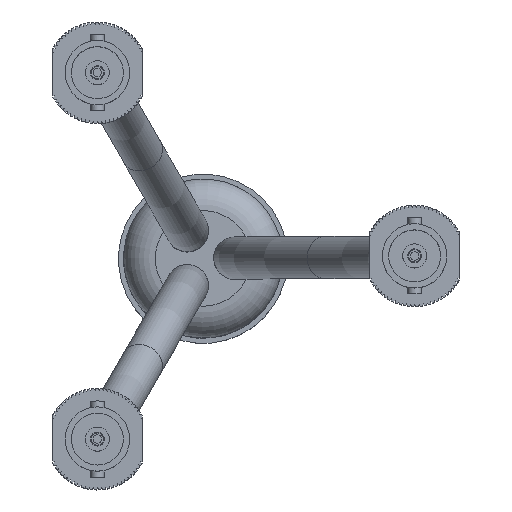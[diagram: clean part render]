
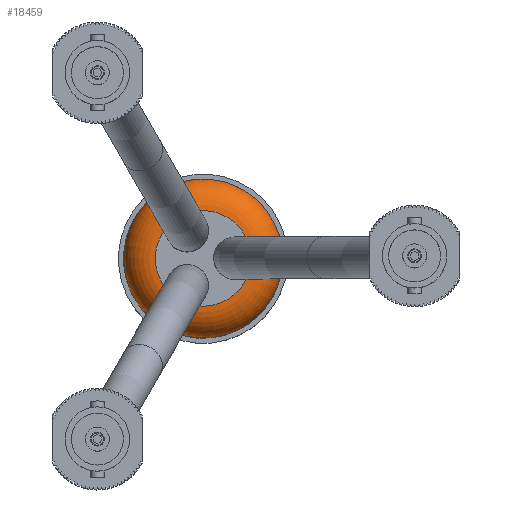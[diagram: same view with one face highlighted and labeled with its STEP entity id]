
A CAD part, top view. The second image highlights one B-rep face of the part: STEP entity #18459.
In plain terms, the highlighted toroidal (fillet/blend) face has major radius 7.176 mm and minor radius 4.763 mm.
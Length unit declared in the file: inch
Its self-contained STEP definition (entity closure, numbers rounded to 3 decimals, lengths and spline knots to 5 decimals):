
#177=TOROIDAL_SURFACE('',#19848,0.2825,0.1875);
#3955=FACE_BOUND('',#5622,.T.);
#4477=FACE_OUTER_BOUND('',#5621,.T.);
#5621=EDGE_LOOP('',(#13315,#13316,#13317,#13318,#13319,#13320));
#5622=EDGE_LOOP('',(#13321));
#6642=CIRCLE('',#19843,0.2825);
#6644=CIRCLE('',#19845,0.2825);
#6646=CIRCLE('',#19847,0.2825);
#6647=CIRCLE('',#19849,0.2825);
#6648=CIRCLE('',#19850,0.2825);
#6649=CIRCLE('',#19851,0.2825);
#6650=CIRCLE('',#19852,0.47);
#7704=VERTEX_POINT('',#28638);
#7705=VERTEX_POINT('',#28639);
#7706=VERTEX_POINT('',#28641);
#7707=VERTEX_POINT('',#28643);
#7708=VERTEX_POINT('',#28645);
#7709=VERTEX_POINT('',#28647);
#7710=VERTEX_POINT('',#28654);
#9748=EDGE_CURVE('',#7705,#7706,#6642,.T.);
#9750=EDGE_CURVE('',#7707,#7708,#6644,.T.);
#9752=EDGE_CURVE('',#7709,#7704,#6646,.T.);
#9753=EDGE_CURVE('',#7708,#7709,#6647,.T.);
#9754=EDGE_CURVE('',#7706,#7707,#6648,.T.);
#9755=EDGE_CURVE('',#7704,#7705,#6649,.T.);
#9756=EDGE_CURVE('',#7710,#7710,#6650,.T.);
#13315=ORIENTED_EDGE('',*,*,#9753,.F.);
#13316=ORIENTED_EDGE('',*,*,#9750,.F.);
#13317=ORIENTED_EDGE('',*,*,#9754,.F.);
#13318=ORIENTED_EDGE('',*,*,#9748,.F.);
#13319=ORIENTED_EDGE('',*,*,#9755,.F.);
#13320=ORIENTED_EDGE('',*,*,#9752,.F.);
#13321=ORIENTED_EDGE('',*,*,#9756,.T.);
#18459=ADVANCED_FACE('',(#4477,#3955),#177,.T.);
#19843=AXIS2_PLACEMENT_3D('',#28642,#23065,#23066);
#19845=AXIS2_PLACEMENT_3D('',#28646,#23069,#23070);
#19847=AXIS2_PLACEMENT_3D('',#28649,#23073,#23074);
#19848=AXIS2_PLACEMENT_3D('',#28650,#23075,#23076);
#19849=AXIS2_PLACEMENT_3D('',#28651,#23077,#23078);
#19850=AXIS2_PLACEMENT_3D('',#28652,#23079,#23080);
#19851=AXIS2_PLACEMENT_3D('',#28653,#23081,#23082);
#19852=AXIS2_PLACEMENT_3D('',#28655,#23083,#23084);
#23065=DIRECTION('center_axis',(0.,0.,
1.));
#23066=DIRECTION('ref_axis',(-0.713,0.701,0.));
#23069=DIRECTION('center_axis',(0.,0.,
1.));
#23070=DIRECTION('ref_axis',(-0.713,0.701,0.));
#23073=DIRECTION('center_axis',(0.,0.,
1.));
#23074=DIRECTION('ref_axis',(-0.713,0.701,0.));
#23075=DIRECTION('center_axis',(0.,0.,
1.));
#23076=DIRECTION('ref_axis',(-0.701,-0.713,0.));
#23077=DIRECTION('center_axis',(0.,0.,
1.));
#23078=DIRECTION('ref_axis',(-0.713,0.701,0.));
#23079=DIRECTION('center_axis',(0.,0.,
1.));
#23080=DIRECTION('ref_axis',(-0.713,0.701,0.));
#23081=DIRECTION('center_axis',(0.,0.,
1.));
#23082=DIRECTION('ref_axis',(-0.713,0.701,0.));
#23083=DIRECTION('center_axis',(0.,0.,
1.));
#23084=DIRECTION('ref_axis',(-0.713,0.701,0.));
#28638=CARTESIAN_POINT('',(-2.98651,1.17486,-2.6771));
#28639=CARTESIAN_POINT('',(-2.8165,1.07671,-2.6771));
#28641=CARTESIAN_POINT('',(-2.50415,1.25704,-2.6771));
#28642=CARTESIAN_POINT('Origin',(-2.76905,1.3552,-2.6771));
#28643=CARTESIAN_POINT('',(-2.50415,1.45335,-2.6771));
#28645=CARTESIAN_POINT('',(-2.8165,1.63368,-2.6771));
#28646=CARTESIAN_POINT('Origin',(-2.76905,1.3552,-2.6771));
#28647=CARTESIAN_POINT('',(-2.98651,1.53553,-2.6771));
#28649=CARTESIAN_POINT('Origin',(-2.76905,1.3552,-2.6771));
#28650=CARTESIAN_POINT('Origin',(-2.76905,1.3552,-2.8646));
#28651=CARTESIAN_POINT('Origin',(-2.76905,1.3552,-2.6771));
#28652=CARTESIAN_POINT('Origin',(-2.76905,1.3552,-2.6771));
#28653=CARTESIAN_POINT('Origin',(-2.76905,1.3552,-2.6771));
#28654=CARTESIAN_POINT('',(-3.10409,1.68482,-2.8646));
#28655=CARTESIAN_POINT('Origin',(-2.76905,1.3552,-2.8646));
